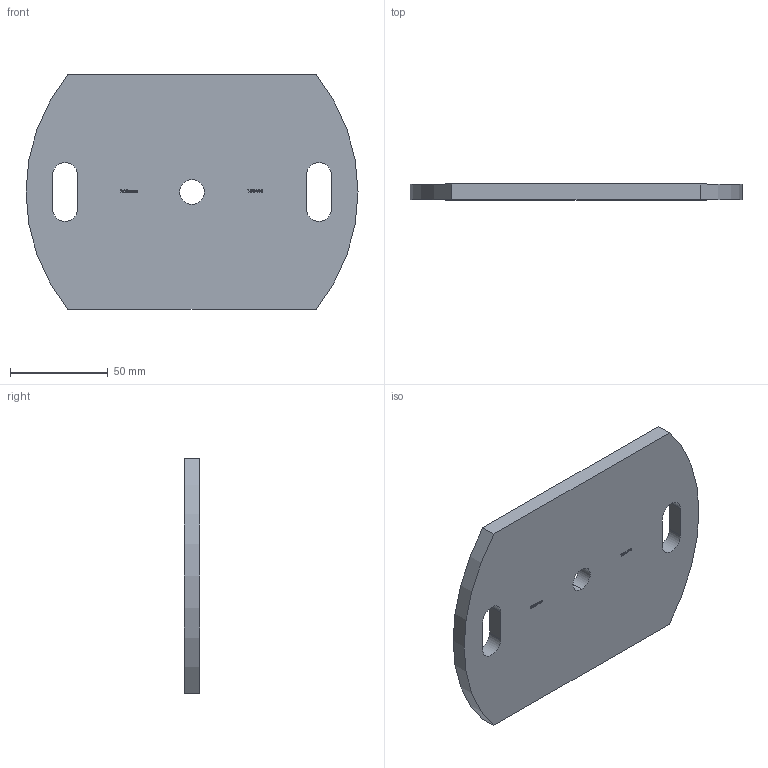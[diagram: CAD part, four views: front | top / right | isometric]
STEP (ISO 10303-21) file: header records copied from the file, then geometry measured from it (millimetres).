
FILE_DESCRIPTION (( 'STEP AP203' ), '1' );
FILE_NAME ('1426-W-8.step', '2019-04-03T11:37:52', ( '' ), ( '' ), 'SwSTEP 2.0', 'SolidWorks 2015', '' );
FILE_SCHEMA (( 'CONFIG_CONTROL_DESIGN' ));
Length unit declared in the file: millimetre
Products named in the file (1): 1426-W-8
Bounding box: 170 x 8 x 120 mm (x, y, z)
Volume: 143492.3 mm3; surface area: 41505.9 mm2
Topology: 1 solids, 1 shells, 224 faces, 597 edges, 398 vertices
Faces by surface type: plane 134, bspline 80, cylinder 10
Entity records: 11034 total; most frequent: CARTESIAN_POINT 5884, ORIENTED_EDGE 1194, DIRECTION 747, EDGE_CURVE 597, LINE 417, VECTOR 417, VERTEX_POINT 398, EDGE_LOOP 253
